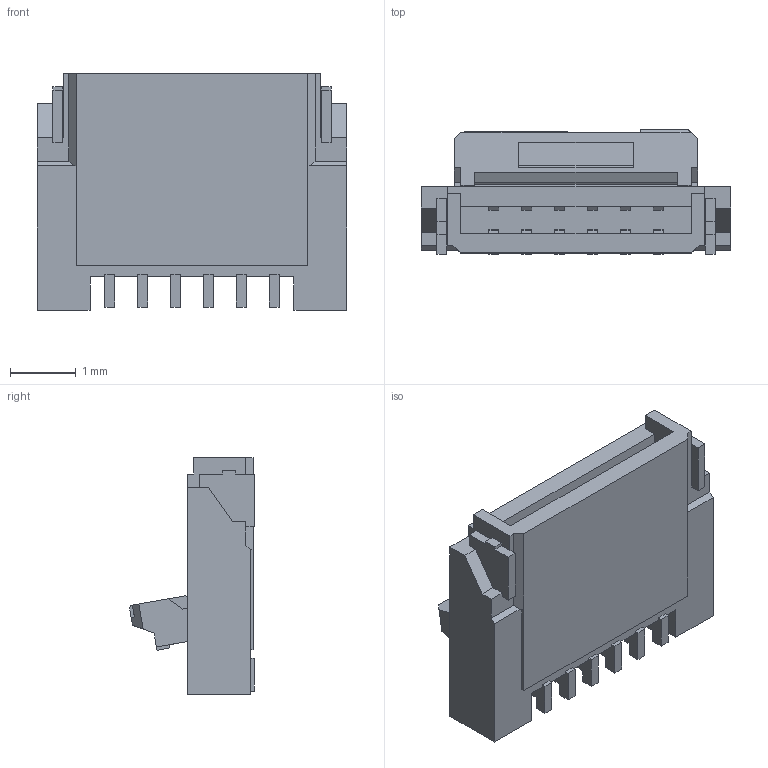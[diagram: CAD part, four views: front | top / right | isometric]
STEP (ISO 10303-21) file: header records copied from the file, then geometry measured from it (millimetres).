
FILE_DESCRIPTION (( 'STEP AP214' ), '1' );
FILE_NAME ('5034800600_color.STEP', '2020-04-22T05:55:46', ( '' ), ( '' ), 'SwSTEP 2.0', 'SolidWorks 2020', '' );
FILE_SCHEMA (( 'AUTOMOTIVE_DESIGN' ));
Length unit declared in the file: millimetre
Products named in the file (1): 5034800600_color
Bounding box: 4.7 x 1.9 x 3.6 mm (x, y, z)
Volume: 11.2 mm3; surface area: 86 mm2
Topology: 1 solids, 1 shells, 341 faces, 955 edges, 635 vertices
Faces by surface type: plane 309, cylinder 32
Entity records: 14616 total; most frequent: CARTESIAN_POINT 1941, ORIENTED_EDGE 1910, DIRECTION 1705, EDGE_CURVE 955, LINE 887, VECTOR 887, VERTEX_POINT 635, AXIS2_PLACEMENT_3D 409
